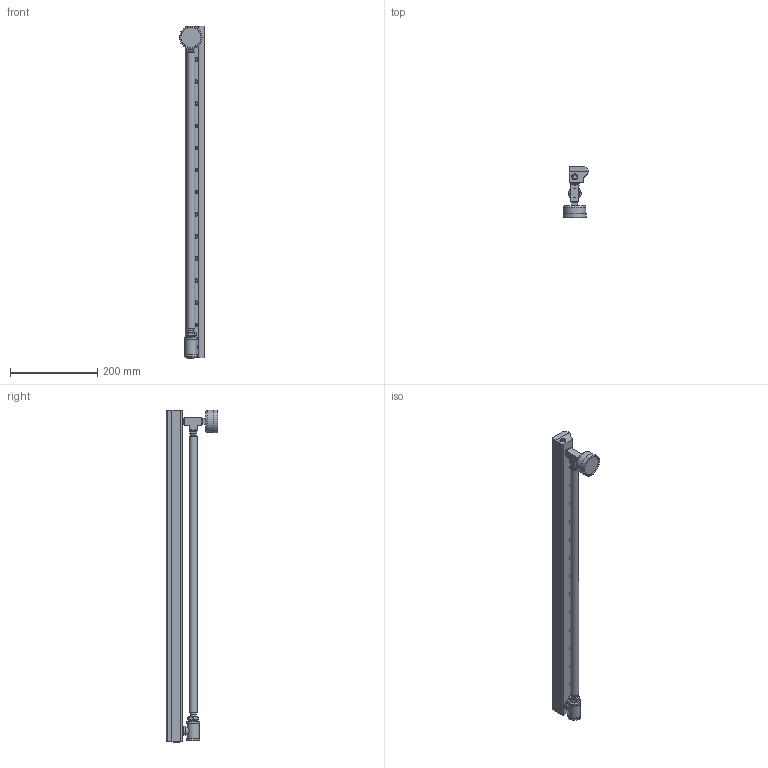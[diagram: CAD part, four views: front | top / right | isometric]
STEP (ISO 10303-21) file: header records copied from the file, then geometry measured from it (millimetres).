
FILE_DESCRIPTION(/* description */ (''),/* implementation_level */ '2;1');
FILE_NAME(/* name */ '110030PKI-DIM.stp',/* time_stamp */ '2017-08-24T15:04:33-04:00',/* author */ ('Trey Green'),/* organization */ (''),/* preprocessor_version */ 'ST-DEVELOPER v16.13',/* originating_system */ 'Autodesk Inventor 2018',/* authorisation */ '');
FILE_SCHEMA (('AUTOMOTIVE_DESIGN { 1 0 10303 214 3 1 1 }'));
Length unit declared in the file: inch
Products named in the file (16): DIM-110030PKI; 110030; 110544; 110545; 9654; 2583; Parker Countersunk Hex-Head Plug 219P 219P-2; ANSI B18.3 - 1/4 - 20 x 3/4; 900732-25-BOTTOM-ASSEMBLED; 9550; 9551; 9011; ANSI/ASME B16.15 Tee Reducing - Class 125 1/2 x 1/2 x 1/4; Parker Hose Barb to Male Pipe 125HBL 125HBL-8-8; Parker Hose Barb to Male Pipe 125HBL 125HBL-8-4; Parker Countersunk Hex-Head Plug 219P 219P-4
Assembly tree (47 placements, depth 4):
  DIM-110030PKI
    110030
      110544
      110545
      9654  x15
        ANSI B18.3 - 1/4 - 20 x 3/4
      2583  x2
        Parker Countersunk Hex-Head Plug 219P 219P-2
    ANSI B18.3 - 1/4 - 20 x 3/4  x15
    900732-25-BOTTOM-ASSEMBLED
    9550
    9551  x2
    9011
    ANSI/ASME B16.15 Tee Reducing - Class 125 1/2 x 1/2 x 1/4
    Parker Hose Barb to Male Pipe 125HBL 125HBL-8-8
    Parker Hose Barb to Male Pipe 125HBL 125HBL-8-4
    Parker Countersunk Hex-Head Plug 219P 219P-4  x2
Bounding box: 57.91 x 117.88 x 762.76 mm (x, y, z)
Volume: 1259752.3 mm3; surface area: 314968.1 mm2
Topology: 44 solids, 44 shells, 753 faces, 1674 edges, 1079 vertices
Faces by surface type: plane 396, cone 158, cylinder 136, torus 32, bspline 31
Full cylindrical faces by diameter (mm): 5.159 x15, 6.35 x30, 7.144 x15, 9.525 x2, 9.652 x2, 11.1 x30, 11.43 x2, 11.836 x4, 12.065 x2, 12.192 x1, 12.7 x16, 14.287 x2, 19.05 x1, 20.574 x1, 22.225 x2, 22.86 x1, 27.432 x1, 29.718 x2, 45.212 x1, 50.8 x1, 52.324 x1
Entity records: 8304 total; most frequent: CARTESIAN_POINT 1640, DIRECTION 1346, ORIENTED_EDGE 956, AXIS2_PLACEMENT_3D 607, EDGE_LOOP 534, EDGE_CURVE 478, VERTEX_POINT 380, FACE_OUTER_BOUND 288
